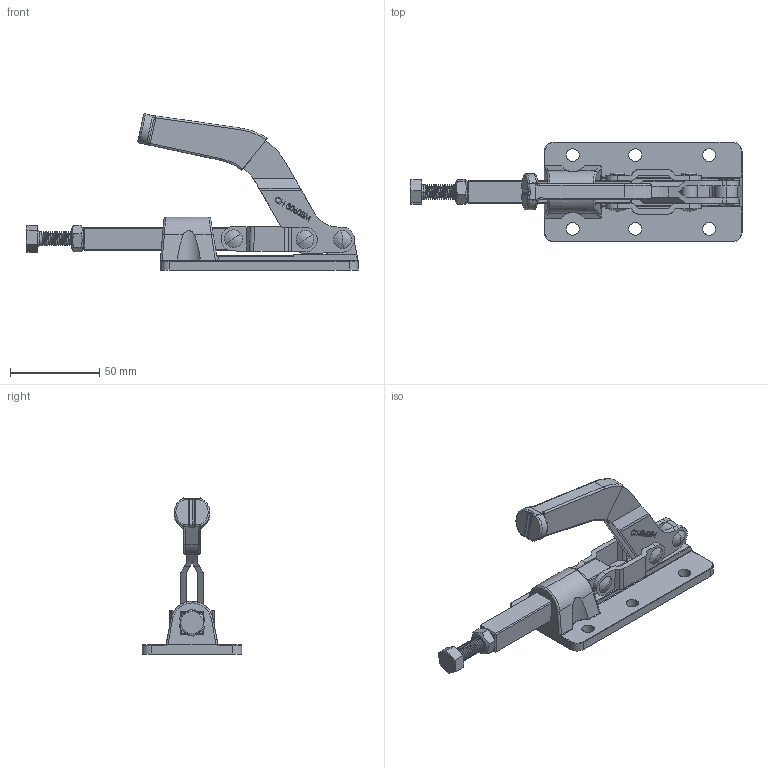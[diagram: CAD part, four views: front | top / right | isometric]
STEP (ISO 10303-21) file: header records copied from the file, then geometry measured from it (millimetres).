
FILE_DESCRIPTION (( 'STEP AP203' ), '1' );
FILE_NAME ('CH-30608M.STEP', '2017-11-27T07:07:54', ( 'Windows' ), ( 'Microsoft' ), 'SwSTEP 2.0', 'SolidWorks 2015', '' );
FILE_SCHEMA (( 'CONFIG_CONTROL_DESIGN' ));
Length unit declared in the file: millimetre
Products named in the file (10): CH-30607-06; CH-30607-07; CH-SA-085012 SPINDLE SUPPLIED; M8 NUT; CH-30608-01 BASE; CH-30608M; CH-30608-02 CREST STALK; CH-30607-05; CH-30608-03 HANDLE; CH-30607-04 CONNECTING-PLATE
Assembly tree (11 placements, depth 2):
  CH-30608M
    CH-30608-01 BASE
    CH-30608-02 CREST STALK
    CH-30607-05
    CH-30608-03 HANDLE
    CH-30607-04 CONNECTING-PLATE  x2
    CH-30607-06
    CH-30607-07  x2
    CH-SA-085012 SPINDLE SUPPLIED
    M8 NUT
Bounding box: 185.62 x 55.6 x 87.24 mm (x, y, z)
Volume: 90094.1 mm3; surface area: 44563.7 mm2
Topology: 11 solids, 12 shells, 860 faces, 2312 edges, 1499 vertices
Faces by surface type: plane 281, cylinder 270, bspline 239, torus 38, cone 26, sphere 6
Entity records: 41944 total; most frequent: CARTESIAN_POINT 22691, ORIENTED_EDGE 4384, DIRECTION 2894, EDGE_CURVE 2192, VERTEX_POINT 1431, VECTOR 1066, LINE 1066, AXIS2_PLACEMENT_3D 914
